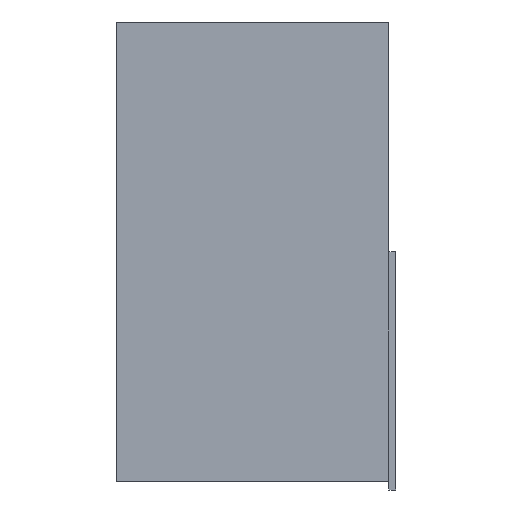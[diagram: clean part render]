
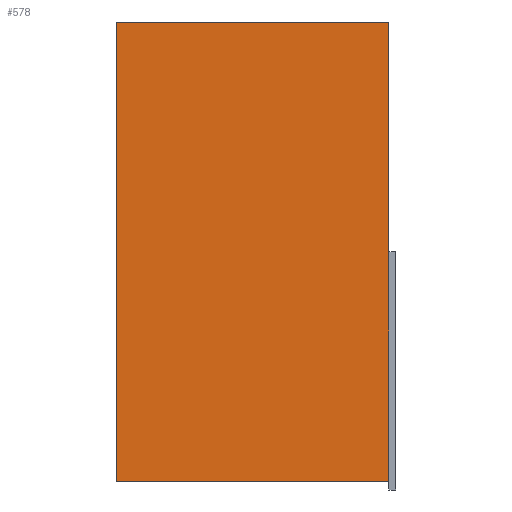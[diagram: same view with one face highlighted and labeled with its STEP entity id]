
A CAD part, left-side view. The second image highlights one B-rep face of the part: STEP entity #578.
In plain terms, the highlighted planar face has unit normal (-1, 0, 0).
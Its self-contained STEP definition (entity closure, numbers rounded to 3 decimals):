
#40 = VERTEX_POINT('',#41);
#41 = CARTESIAN_POINT('',(-2.,0.,0.));
#47 = EDGE_CURVE('',#40,#48,#50,.T.);
#48 = VERTEX_POINT('',#49);
#49 = CARTESIAN_POINT('',(-2.,0.,0.675));
#50 = LINE('',#51,#52);
#51 = CARTESIAN_POINT('',(-2.,0.,-0.675));
#52 = VECTOR('',#53,1.);
#53 = DIRECTION('',(0.,0.,1.));
#158 = VERTEX_POINT('',#159);
#159 = CARTESIAN_POINT('',(-2.,0.,-0.675));
#197 = VERTEX_POINT('',#198);
#198 = CARTESIAN_POINT('',(-2.,0.8,-0.675));
#204 = EDGE_CURVE('',#197,#158,#205,.T.);
#205 = LINE('',#206,#207);
#206 = CARTESIAN_POINT('',(-2.,0.8,-0.675));
#207 = VECTOR('',#208,1.);
#208 = DIRECTION('',(0.,-1.,0.));
#504 = EDGE_CURVE('',#505,#48,#507,.T.);
#505 = VERTEX_POINT('',#506);
#506 = CARTESIAN_POINT('',(-2.,0.8,0.675));
#507 = LINE('',#508,#509);
#508 = CARTESIAN_POINT('',(-2.,0.8,0.675));
#509 = VECTOR('',#510,1.);
#510 = DIRECTION('',(0.,-1.,0.));
#578 = ADVANCED_FACE('',(#579),#596,.F.);
#579 = FACE_BOUND('',#580,.F.);
#580 = EDGE_LOOP('',(#581,#587,#588,#589,#595));
#581 = ORIENTED_EDGE('',*,*,#582,.T.);
#582 = EDGE_CURVE('',#197,#505,#583,.T.);
#583 = LINE('',#584,#585);
#584 = CARTESIAN_POINT('',(-2.,0.8,-0.675));
#585 = VECTOR('',#586,1.);
#586 = DIRECTION('',(0.,0.,1.));
#587 = ORIENTED_EDGE('',*,*,#504,.T.);
#588 = ORIENTED_EDGE('',*,*,#47,.F.);
#589 = ORIENTED_EDGE('',*,*,#590,.F.);
#590 = EDGE_CURVE('',#158,#40,#591,.T.);
#591 = LINE('',#592,#593);
#592 = CARTESIAN_POINT('',(-2.,0.,-0.675));
#593 = VECTOR('',#594,1.);
#594 = DIRECTION('',(0.,0.,1.));
#595 = ORIENTED_EDGE('',*,*,#204,.F.);
#596 = PLANE('',#597);
#597 = AXIS2_PLACEMENT_3D('',#598,#599,#600);
#598 = CARTESIAN_POINT('',(-2.,0.8,-0.675));
#599 = DIRECTION('',(1.,0.,0.));
#600 = DIRECTION('',(0.,-1.,0.));
